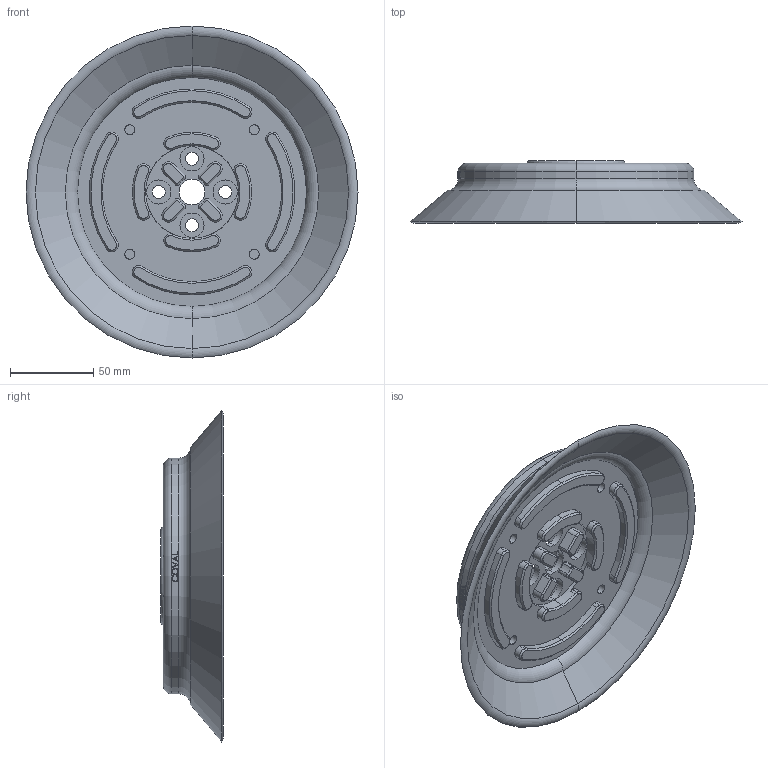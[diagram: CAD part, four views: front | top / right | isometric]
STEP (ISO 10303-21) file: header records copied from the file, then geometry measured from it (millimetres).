
FILE_DESCRIPTION(('STEP AP214'),'1');
FILE_NAME('COVAL_VPG200NBR.stp','2017-12-27T16:21:32',('TraceParts'),('TraceParts S.A.'),'Spatial InterOp 3D',' ',' ');
FILE_SCHEMA(('automotive_design'));
Length unit declared in the file: millimetre
Products named in the file (1): COVAL_VPG200NBR
Bounding box: 200 x 37.49 x 200 mm (x, y, z)
Volume: 328730.5 mm3; surface area: 101713.7 mm2
Topology: 1 solids, 1 shells, 286 faces, 703 edges, 434 vertices
Faces by surface type: cylinder 115, cone 84, plane 48, bspline 29, torus 10
Entity records: 15972 total; most frequent: CARTESIAN_POINT 6842, DIRECTION 1484, ORIENTED_EDGE 1406, EDGE_CURVE 703, AXIS2_PLACEMENT_3D 618, VERTEX_POINT 434, CIRCLE 360, EDGE_LOOP 327
